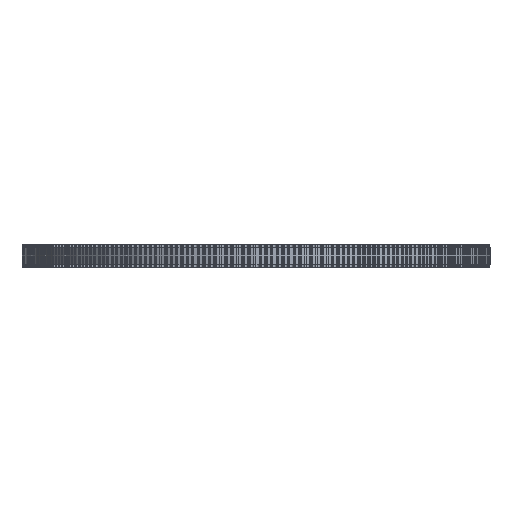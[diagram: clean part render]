
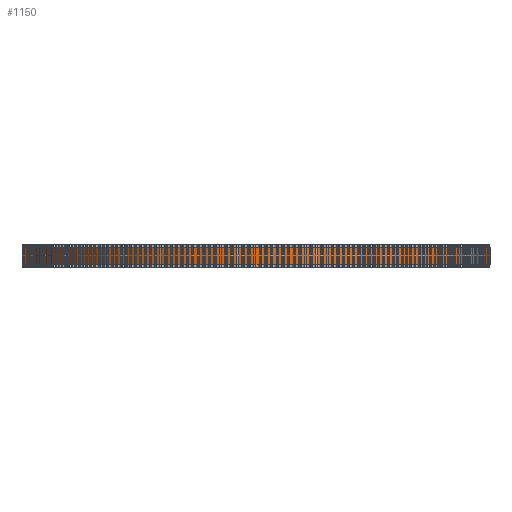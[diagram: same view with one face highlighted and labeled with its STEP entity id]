
A CAD part, left-side view. The second image highlights one B-rep face of the part: STEP entity #1150.
In plain terms, the highlighted cylindrical face has radius 81.806 mm (diameter 163.611 mm), a full revolution.
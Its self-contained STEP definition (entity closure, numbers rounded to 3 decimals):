
#97=FACE_BOUND('',#4240,.T.);
#98=FACE_BOUND('',#4241,.T.);
#1150=ADVANCED_FACE('',(#97,#98),#2179,.T.);
#2179=CYLINDRICAL_SURFACE('',#22759,81.806);
#4240=EDGE_LOOP('',(#12466));
#4241=EDGE_LOOP('',(#12467));
#12466=ORIENTED_EDGE('',*,*,#17610,.T.);
#12467=ORIENTED_EDGE('',*,*,#17611,.T.);
#14524=VERTEX_POINT('',#36140);
#14525=VERTEX_POINT('',#36142);
#17610=EDGE_CURVE('',#14524,#14524,#19668,.T.);
#17611=EDGE_CURVE('',#14525,#14525,#19669,.T.);
#19668=CIRCLE('',#22757,81.806);
#19669=CIRCLE('',#22758,81.806);
#22757=AXIS2_PLACEMENT_3D('',#36139,#29962,#29963);
#22758=AXIS2_PLACEMENT_3D('',#36141,#29964,#29965);
#22759=AXIS2_PLACEMENT_3D('',#36143,#29966,#29967);
#29962=DIRECTION('',(0.,0.,1.));
#29963=DIRECTION('',(1.,0.,0.));
#29964=DIRECTION('',(0.,0.,-1.));
#29965=DIRECTION('',(1.,0.,0.));
#29966=DIRECTION('',(0.,0.,1.));
#29967=DIRECTION('',(1.,0.,0.));
#36139=CARTESIAN_POINT('',(0.,0.,1.));
#36140=CARTESIAN_POINT('',(81.806,0.,1.));
#36141=CARTESIAN_POINT('',(0.,0.,7.));
#36142=CARTESIAN_POINT('',(81.806,0.,7.));
#36143=CARTESIAN_POINT('',(0.,0.,1.));
